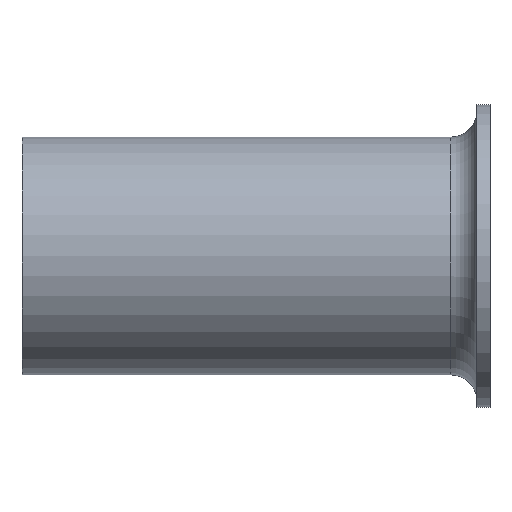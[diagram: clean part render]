
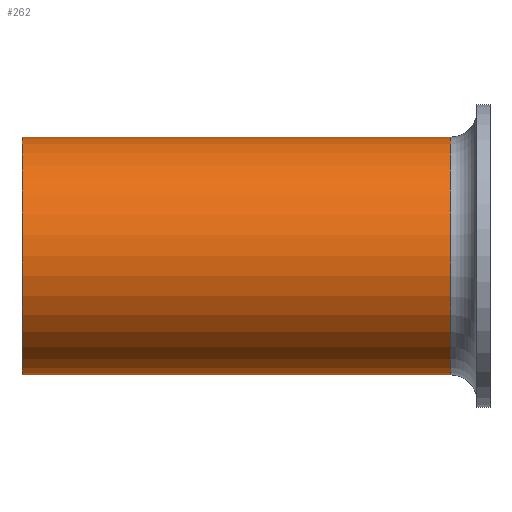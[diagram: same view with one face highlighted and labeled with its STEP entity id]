
A CAD part, top view. The second image highlights one B-rep face of the part: STEP entity #262.
In plain terms, the highlighted cylindrical face has radius 4.575 mm (diameter 9.15 mm), a partial arc.
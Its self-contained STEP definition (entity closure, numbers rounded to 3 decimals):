
#60=CARTESIAN_POINT('',(-1.5,0.,0.));
#61=DIRECTION('',(-1.,0.,0.));
#62=DIRECTION('',(0.,-1.,0.));
#63=AXIS2_PLACEMENT_3D('',#60,#61,#62);
#65=DIRECTION('',(1.,0.,0.));
#66=VECTOR('',#65,16.5);
#67=CARTESIAN_POINT('',(-18.,-4.575,0.));
#68=LINE('',#67,#66);
#69=CARTESIAN_POINT('',(-18.,0.,0.));
#70=DIRECTION('',(1.,0.,0.));
#71=DIRECTION('',(0.,1.,0.));
#72=AXIS2_PLACEMENT_3D('',#69,#70,#71);
#74=DIRECTION('',(1.,0.,0.));
#75=VECTOR('',#74,16.5);
#76=CARTESIAN_POINT('',(-18.,4.575,0.));
#77=LINE('',#76,#75);
#138=CARTESIAN_POINT('',(-18.,4.575,0.));
#139=CARTESIAN_POINT('',(-18.,-4.575,0.));
#140=VERTEX_POINT('',#138);
#141=VERTEX_POINT('',#139);
#146=CARTESIAN_POINT('',(-1.5,4.575,0.));
#147=CARTESIAN_POINT('',(-1.5,-4.575,0.));
#148=VERTEX_POINT('',#146);
#149=VERTEX_POINT('',#147);
#248=CARTESIAN_POINT('',(0.9,0.,0.));
#249=DIRECTION('',(-1.,0.,0.));
#250=DIRECTION('',(0.,-1.,0.));
#251=AXIS2_PLACEMENT_3D('',#248,#249,#250);
#252=CYLINDRICAL_SURFACE('',#251,4.575);
#253=ORIENTED_EDGE('',*,*,#242,.F.);
#255=ORIENTED_EDGE('',*,*,#254,.F.);
#257=ORIENTED_EDGE('',*,*,#256,.F.);
#259=ORIENTED_EDGE('',*,*,#258,.T.);
#260=EDGE_LOOP('',(#253,#255,#257,#259));
#261=FACE_OUTER_BOUND('',#260,.F.);
#262=ADVANCED_FACE('',(#261),#252,.T.);
#64=CIRCLE('',#63,4.575);
#73=CIRCLE('',#72,4.575);
#242=EDGE_CURVE('',#149,#148,#64,.T.);
#254=EDGE_CURVE('',#141,#149,#68,.T.);
#256=EDGE_CURVE('',#140,#141,#73,.T.);
#258=EDGE_CURVE('',#140,#148,#77,.T.);
